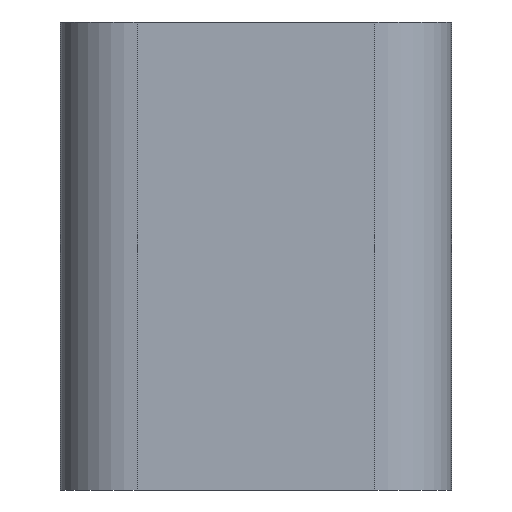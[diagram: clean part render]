
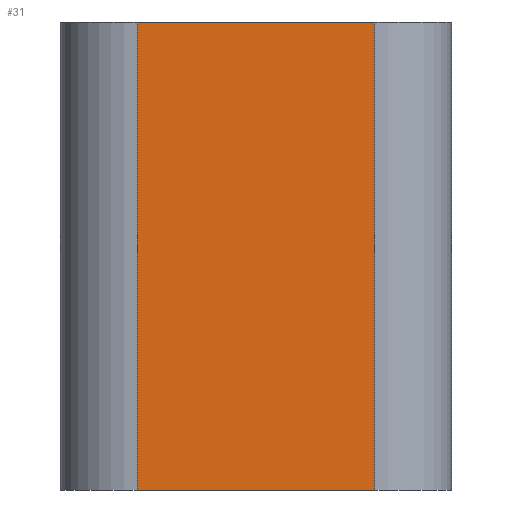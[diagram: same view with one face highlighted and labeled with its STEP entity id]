
A CAD part, left-side view. The second image highlights one B-rep face of the part: STEP entity #31.
In plain terms, the highlighted planar face has unit normal (-1, 0, 0).
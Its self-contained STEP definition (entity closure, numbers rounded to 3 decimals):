
#31=ADVANCED_FACE('',(#45),#146,.T.);
#45=FACE_OUTER_BOUND('',#63,.F.);
#63=EDGE_LOOP('',(#117,#118,#119,#120));
#117=ORIENTED_EDGE('',*,*,#177,.T.);
#118=ORIENTED_EDGE('',*,*,#196,.F.);
#119=ORIENTED_EDGE('',*,*,#189,.F.);
#120=ORIENTED_EDGE('',*,*,#197,.T.);
#146=PLANE('',#328);
#177=EDGE_CURVE('',#271,#272,#210,.T.);
#189=EDGE_CURVE('',#259,#260,#218,.T.);
#196=EDGE_CURVE('',#260,#272,#224,.T.);
#197=EDGE_CURVE('',#259,#271,#225,.T.);
#210=LINE('',#452,#238);
#218=LINE('',#464,#246);
#224=LINE('',#471,#252);
#225=LINE('',#472,#253);
#238=VECTOR('',#353,3.1);
#246=VECTOR('',#369,3.1);
#252=VECTOR('',#377,6.1);
#253=VECTOR('',#378,6.1);
#259=VERTEX_POINT('',#418);
#260=VERTEX_POINT('',#419);
#271=VERTEX_POINT('',#430);
#272=VERTEX_POINT('',#431);
#328=AXIS2_PLACEMENT_3D('',#486,#400,#401);
#353=DIRECTION('',(0.,-1.,0.));
#369=DIRECTION('',(0.,-1.,0.));
#377=DIRECTION('',(0.,0.,1.));
#378=DIRECTION('',(0.,0.,1.));
#400=DIRECTION('',(-1.,0.,0.));
#401=DIRECTION('',(0.,-1.,0.));
#418=CARTESIAN_POINT('',(-1.,3.1,0.));
#419=CARTESIAN_POINT('',(-1.,0.,0.));
#430=CARTESIAN_POINT('',(-1.,3.1,6.1));
#431=CARTESIAN_POINT('',(-1.,0.,6.1));
#452=CARTESIAN_POINT('',(-1.,3.1,6.1));
#464=CARTESIAN_POINT('',(-1.,3.1,0.));
#471=CARTESIAN_POINT('',(-1.,0.,0.));
#472=CARTESIAN_POINT('',(-1.,3.1,0.));
#486=CARTESIAN_POINT('',(-1.,3.161,-0.061));
